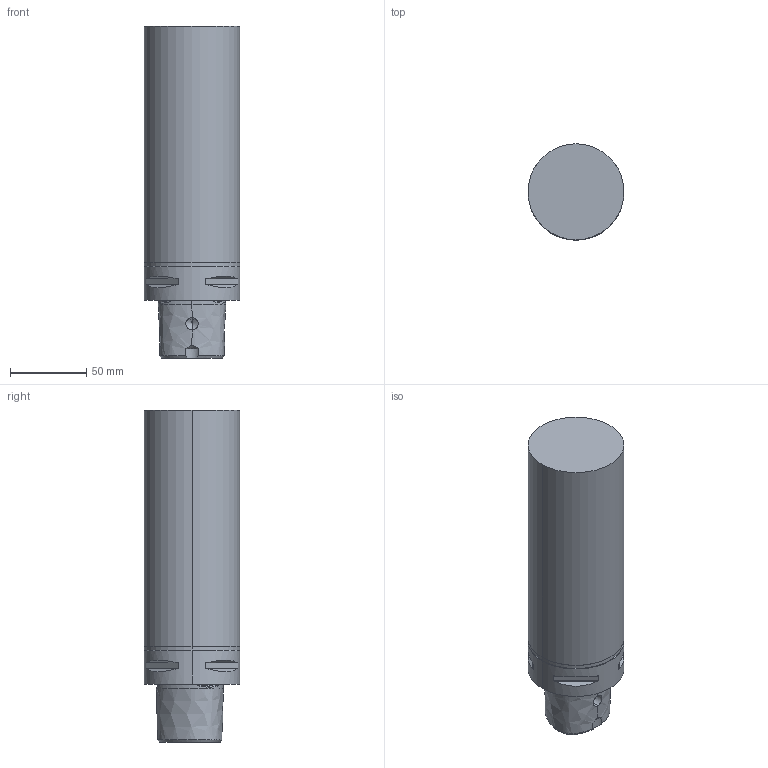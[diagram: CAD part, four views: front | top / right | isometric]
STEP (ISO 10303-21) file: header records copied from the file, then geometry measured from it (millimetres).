
FILE_DESCRIPTION (( 'STEP AP203' ), '1' );
FILE_NAME ('STP-143.001.63.180.STEP', '2017-01-18T09:00:32', ( 'user' ), ( '' ), 'SwSTEP 2.0', 'SolidWorks 2015', '' );
FILE_SCHEMA (( 'CONFIG_CONTROL_DESIGN' ));
Length unit declared in the file: millimetre
Products named in the file (1): STP-143.001.63.180
Bounding box: 63 x 63 x 218 mm (x, y, z)
Volume: 589185.2 mm3; surface area: 51172.2 mm2
Topology: 1 solids, 1 shells, 81 faces, 190 edges, 114 vertices
Faces by surface type: plane 27, cone 20, cylinder 19, torus 9, bspline 6
Entity records: 4781 total; most frequent: CARTESIAN_POINT 2939, ORIENTED_EDGE 372, DIRECTION 360, EDGE_CURVE 186, AXIS2_PLACEMENT_3D 151, VERTEX_POINT 114, EDGE_LOOP 90, FACE_OUTER_BOUND 81
